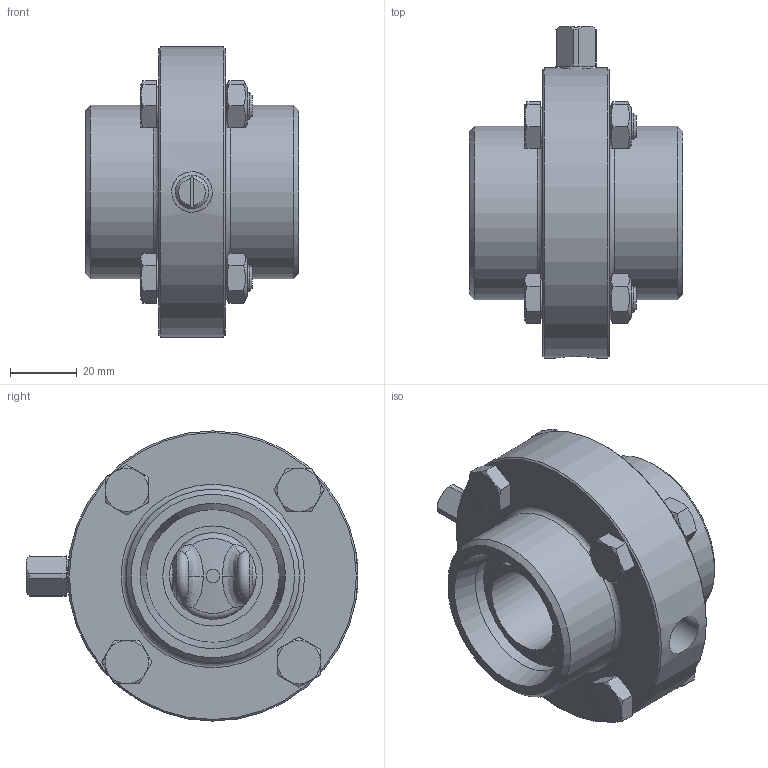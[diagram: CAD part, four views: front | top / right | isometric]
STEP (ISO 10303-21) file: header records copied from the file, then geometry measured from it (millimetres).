
FILE_DESCRIPTION((''),'2;1');
FILE_NAME('55500025X130.stp','2010-10-29T09:32:37',('Creator'),(''),'Autodesk Inventor 2010','Autodesk Inventor 2010','');
FILE_SCHEMA(('AUTOMOTIVE_DESIGN { 1 0 10303 214 1 1 1 1 }'));
Length unit declared in the file: millimetre
Products named in the file (1): 55500025X130
Bounding box: 64 x 99.5 x 87 mm (x, y, z)
Volume: 170119.4 mm3; surface area: 41482.9 mm2
Topology: 1 solids, 5 shells, 237 faces, 549 edges, 332 vertices
Faces by surface type: plane 107, cone 56, cylinder 44, bspline 18, torus 8, sphere 4
Full cylindrical faces by diameter (mm): 4.134 x1, 7.323 x4, 8 x8, 8.5 x4, 10 x2, 11.4 x4, 12.2 x2, 26 x2, 30 x2, 39.8 x2, 52 x2, 87 x1
Entity records: 7878 total; most frequent: CARTESIAN_POINT 3266, ORIENTED_EDGE 912, DIRECTION 908, EDGE_CURVE 456, AXIS2_PLACEMENT_3D 400, EDGE_LOOP 334, VERTEX_POINT 312, FACE_OUTER_BOUND 236
